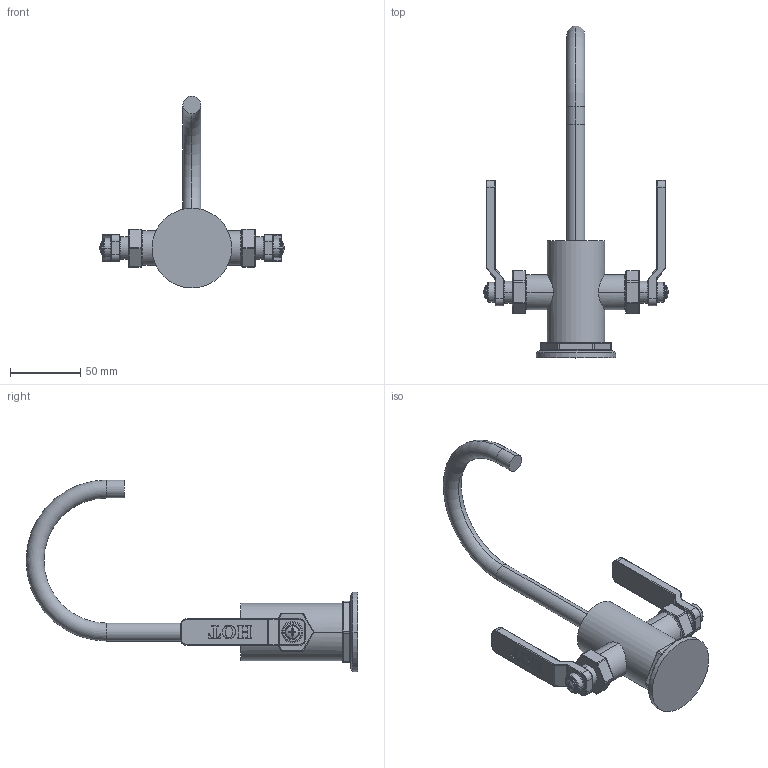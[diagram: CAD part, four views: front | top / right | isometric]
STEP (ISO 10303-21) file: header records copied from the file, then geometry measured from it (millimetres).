
FILE_DESCRIPTION((''),'2;1');
FILE_NAME('3220-5603','2021-04-22T13:20:22',('jinson.thomas'),(''),'CREO PARAMETRIC BY PTC INC, 2018400','CREO PARAMETRIC BY PTC INC, 2018400','');
FILE_SCHEMA(('CONFIG_CONTROL_DESIGN'));
Length unit declared in the file: inch
Products named in the file (1): 3220-5603
Bounding box: 130.76 x 235.59 x 136.27 mm (x, y, z)
Volume: 203488.1 mm3; surface area: 42418.7 mm2
Topology: 1 solids, 1 shells, 719 faces, 1760 edges, 1066 vertices
Faces by surface type: plane 187, cylinder 178, extrusion 154, torus 116, bspline 54, sphere 28, cone 2
Entity records: 25253 total; most frequent: CARTESIAN_POINT 8900, ORIENTED_EDGE 3520, DIRECTION 3144, EDGE_CURVE 1760, AXIS2_PLACEMENT_3D 1111, VERTEX_POINT 1066, VECTOR 922, LINE 768
